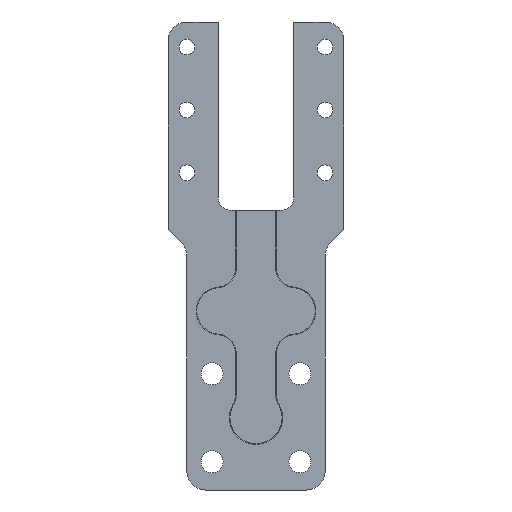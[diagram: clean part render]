
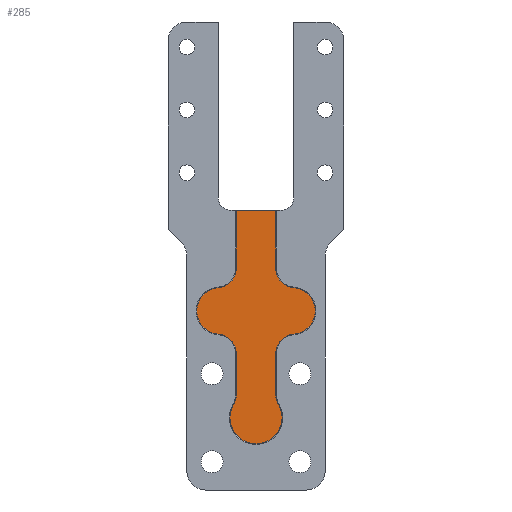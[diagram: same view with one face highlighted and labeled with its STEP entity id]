
A CAD part, left-side view. The second image highlights one B-rep face of the part: STEP entity #285.
In plain terms, the highlighted planar face has unit normal (-1, 0, 0).
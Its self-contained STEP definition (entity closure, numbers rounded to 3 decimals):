
#208=CIRCLE('',#1710,3.1);
#209=CIRCLE('',#1711,3.1);
#210=CIRCLE('',#1712,3.7);
#211=CIRCLE('',#1713,3.1);
#212=CIRCLE('',#1714,3.1);
#213=CIRCLE('',#1715,4.15);
#214=CIRCLE('',#1716,3.1);
#215=CIRCLE('',#1717,3.1);
#216=CIRCLE('',#1718,3.7);
#285=ADVANCED_FACE('',(#404),#375,.T.);
#375=PLANE('',#1719);
#404=FACE_OUTER_BOUND('',#506,.T.);
#506=EDGE_LOOP('',(#729,#730,#731,#732,#733,#734,#735,#736,#737,#738,#739,
#740,#741,#742));
#729=ORIENTED_EDGE('',*,*,#1306,.T.);
#730=ORIENTED_EDGE('',*,*,#1307,.T.);
#731=ORIENTED_EDGE('',*,*,#1201,.F.);
#732=ORIENTED_EDGE('',*,*,#1308,.T.);
#733=ORIENTED_EDGE('',*,*,#1309,.T.);
#734=ORIENTED_EDGE('',*,*,#1310,.T.);
#735=ORIENTED_EDGE('',*,*,#1311,.T.);
#736=ORIENTED_EDGE('',*,*,#1312,.T.);
#737=ORIENTED_EDGE('',*,*,#1313,.T.);
#738=ORIENTED_EDGE('',*,*,#1314,.T.);
#739=ORIENTED_EDGE('',*,*,#1315,.T.);
#740=ORIENTED_EDGE('',*,*,#1316,.T.);
#741=ORIENTED_EDGE('',*,*,#1317,.T.);
#742=ORIENTED_EDGE('',*,*,#1318,.T.);
#1047=VERTEX_POINT('',#2347);
#1050=VERTEX_POINT('',#2353);
#1142=VERTEX_POINT('',#2577);
#1143=VERTEX_POINT('',#2578);
#1144=VERTEX_POINT('',#2581);
#1145=VERTEX_POINT('',#2583);
#1146=VERTEX_POINT('',#2585);
#1147=VERTEX_POINT('',#2587);
#1148=VERTEX_POINT('',#2589);
#1149=VERTEX_POINT('',#2591);
#1150=VERTEX_POINT('',#2593);
#1151=VERTEX_POINT('',#2595);
#1152=VERTEX_POINT('',#2597);
#1153=VERTEX_POINT('',#2599);
#1201=EDGE_CURVE('',#1050,#1047,#1421,.T.);
#1306=EDGE_CURVE('',#1142,#1143,#208,.T.);
#1307=EDGE_CURVE('',#1143,#1047,#1475,.T.);
#1308=EDGE_CURVE('',#1050,#1144,#1476,.T.);
#1309=EDGE_CURVE('',#1144,#1145,#209,.T.);
#1310=EDGE_CURVE('',#1145,#1146,#210,.T.);
#1311=EDGE_CURVE('',#1146,#1147,#211,.T.);
#1312=EDGE_CURVE('',#1147,#1148,#1477,.T.);
#1313=EDGE_CURVE('',#1148,#1149,#212,.T.);
#1314=EDGE_CURVE('',#1149,#1150,#213,.T.);
#1315=EDGE_CURVE('',#1150,#1151,#214,.T.);
#1316=EDGE_CURVE('',#1151,#1152,#1478,.T.);
#1317=EDGE_CURVE('',#1152,#1153,#215,.T.);
#1318=EDGE_CURVE('',#1153,#1142,#216,.T.);
#1421=LINE('',#2354,#1534);
#1475=LINE('',#2579,#1588);
#1476=LINE('',#2580,#1589);
#1477=LINE('',#2588,#1590);
#1478=LINE('',#2596,#1591);
#1534=VECTOR('',#1849,1.);
#1588=VECTOR('',#2035,1.);
#1589=VECTOR('',#2036,1.);
#1590=VECTOR('',#2043,1.);
#1591=VECTOR('',#2050,1.);
#1710=AXIS2_PLACEMENT_3D('',#2576,#2033,#2034);
#1711=AXIS2_PLACEMENT_3D('',#2582,#2037,#2038);
#1712=AXIS2_PLACEMENT_3D('',#2584,#2039,#2040);
#1713=AXIS2_PLACEMENT_3D('',#2586,#2041,#2042);
#1714=AXIS2_PLACEMENT_3D('',#2590,#2044,#2045);
#1715=AXIS2_PLACEMENT_3D('',#2592,#2046,#2047);
#1716=AXIS2_PLACEMENT_3D('',#2594,#2048,#2049);
#1717=AXIS2_PLACEMENT_3D('',#2598,#2051,#2052);
#1718=AXIS2_PLACEMENT_3D('',#2600,#2053,#2054);
#1719=AXIS2_PLACEMENT_3D('',#2601,#2055,#2056);
#1849=DIRECTION('',(0.,-1.,0.));
#2033=DIRECTION('',(1.,0.,0.));
#2034=DIRECTION('',(0.,-1.,0.));
#2035=DIRECTION('',(0.,0.,1.));
#2036=DIRECTION('',(0.,0.,-1.));
#2037=DIRECTION('',(1.,0.,0.));
#2038=DIRECTION('',(0.,-1.,0.));
#2039=DIRECTION('',(-1.,0.,0.));
#2040=DIRECTION('',(0.,-1.,0.));
#2041=DIRECTION('',(1.,0.,0.));
#2042=DIRECTION('',(0.,-1.,0.));
#2043=DIRECTION('',(0.,0.,-1.));
#2044=DIRECTION('',(1.,0.,0.));
#2045=DIRECTION('',(0.,-1.,0.));
#2046=DIRECTION('',(-1.,0.,0.));
#2047=DIRECTION('',(0.,-1.,0.));
#2048=DIRECTION('',(1.,0.,0.));
#2049=DIRECTION('',(0.,-1.,0.));
#2050=DIRECTION('',(0.,0.,1.));
#2051=DIRECTION('',(1.,0.,0.));
#2052=DIRECTION('',(0.,-1.,0.));
#2053=DIRECTION('',(-1.,0.,0.));
#2054=DIRECTION('',(0.,-1.,0.));
#2055=DIRECTION('',(-1.,0.,0.));
#2056=DIRECTION('',(0.,-1.,0.));
#2347=CARTESIAN_POINT('',(-20.,-1.65,4.004));
#2353=CARTESIAN_POINT('',(-20.,4.65,4.004));
#2354=CARTESIAN_POINT('',(-20.,4.5,4.004));
#2576=CARTESIAN_POINT('',(-20.,-4.75,-5.22));
#2577=CARTESIAN_POINT('',(-20.,-4.514,-8.311));
#2578=CARTESIAN_POINT('',(-20.,-1.65,-5.22));
#2579=CARTESIAN_POINT('',(-20.,-1.65,2.004));
#2580=CARTESIAN_POINT('',(-20.,4.65,-5.22));
#2581=CARTESIAN_POINT('',(-20.,4.65,-5.22));
#2582=CARTESIAN_POINT('',(-20.,7.75,-5.22));
#2583=CARTESIAN_POINT('',(-20.,7.514,-8.311));
#2584=CARTESIAN_POINT('',(-20.,7.233,-12.));
#2585=CARTESIAN_POINT('',(-20.,7.514,-15.689));
#2586=CARTESIAN_POINT('',(-20.,7.75,-18.78));
#2587=CARTESIAN_POINT('',(-20.,4.65,-18.78));
#2588=CARTESIAN_POINT('',(-20.,4.65,-25.326));
#2589=CARTESIAN_POINT('',(-20.,4.65,-25.326));
#2590=CARTESIAN_POINT('',(-20.,7.75,-25.326));
#2591=CARTESIAN_POINT('',(-20.,5.078,-26.897));
#2592=CARTESIAN_POINT('',(-20.,1.5,-29.));
#2593=CARTESIAN_POINT('',(-20.,-2.078,-26.897));
#2594=CARTESIAN_POINT('',(-20.,-4.75,-25.326));
#2595=CARTESIAN_POINT('',(-20.,-1.65,-25.326));
#2596=CARTESIAN_POINT('',(-20.,-1.65,-18.78));
#2597=CARTESIAN_POINT('',(-20.,-1.65,-18.78));
#2598=CARTESIAN_POINT('',(-20.,-4.75,-18.78));
#2599=CARTESIAN_POINT('',(-20.,-4.514,-15.689));
#2600=CARTESIAN_POINT('',(-20.,-4.233,-12.));
#2601=CARTESIAN_POINT('',(-20.,4.5,-11.));
